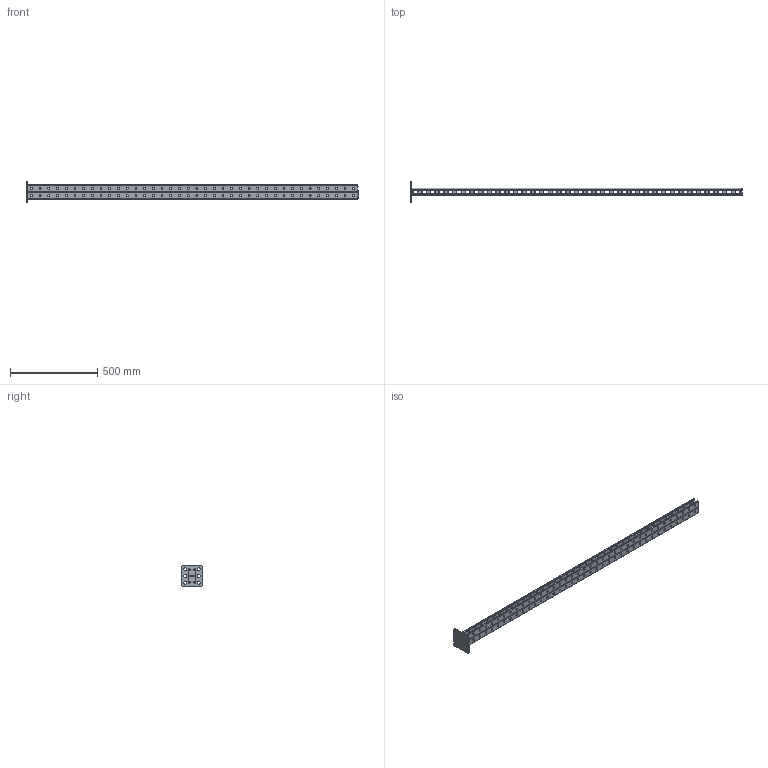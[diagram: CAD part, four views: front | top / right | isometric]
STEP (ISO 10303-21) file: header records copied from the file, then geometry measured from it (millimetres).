
FILE_DESCRIPTION (( 'STEP AP203' ), '1' );
FILE_NAME ('Êðîíøòåéí ïîòîëî÷íûé äâîéíîé_h41-1900.step', '2022-01-27T08:04:05', ( '' ), ( '' ), 'SwSTEP 2.0', 'SolidWorks 2017', '' );
FILE_SCHEMA (( 'CONFIG_CONTROL_DESIGN' ));
Length unit declared in the file: millimetre
Products named in the file (3): STRUT-镳铘桦黖h41-1900; Êðîíøòåéí ïîòîëî÷íûé äâîéíîé_h41-1900; Ïÿòêà ïîòîëî÷êàÿ
Assembly tree (3 placements, depth 2):
  Êðîíøòåéí ïîòîëî÷íûé äâîéíîé_h41-1900
    Ïÿòêà ïîòîëî÷êàÿ
    STRUT-镳铘桦黖h41-1900  x2
Bounding box: 1906 x 120 x 120 mm (x, y, z)
Volume: 1242713.8 mm3; surface area: 1029711.6 mm2
Topology: 3 solids, 3 shells, 4198 faces, 12574 edges, 8382 vertices
Faces by surface type: plane 3712, cylinder 486
Entity records: 71085 total; most frequent: CARTESIAN_POINT 12686, ORIENTED_EDGE 12676, DIRECTION 11088, EDGE_CURVE 6338, VECTOR 5834, LINE 5834, VERTEX_POINT 4225, AXIS2_PLACEMENT_3D 2627
